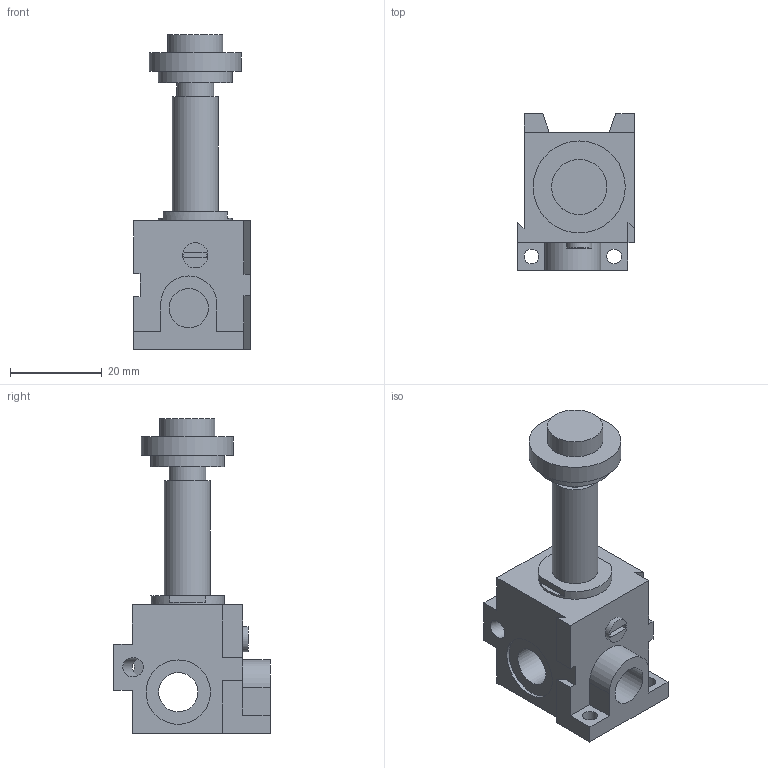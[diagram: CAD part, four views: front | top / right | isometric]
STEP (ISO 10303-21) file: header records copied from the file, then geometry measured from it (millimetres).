
FILE_DESCRIPTION(/* description */ (''),/* implementation_level */ '2;1');
FILE_NAME(/* name */ '305_M1.stp',/* time_stamp */ '2016-10-04T15:30:40+02:00',/* author */ ('Maniean1'),/* organization */ ('Pneumax S.p.A.'),/* preprocessor_version */ 'ST-DEVELOPER v15.2',/* originating_system */ 'Autodesk Inventor 2014',/* authorisation */ '');
FILE_SCHEMA (('AUTOMOTIVE_DESIGN { 1 0 10303 214 3 1 1 }'));
Length unit declared in the file: millimetre
Products named in the file (1): 305_M1
Bounding box: 25.4 x 34 x 68.5 mm (x, y, z)
Volume: 18403.3 mm3; surface area: 8060.6 mm2
Topology: 1 solids, 1 shells, 75 faces, 189 edges, 127 vertices
Faces by surface type: plane 56, cylinder 19
Full cylindrical faces by diameter (mm): 3.2 x2, 4.2 x1, 5.5 x1, 8 x1, 8.566 x2, 10 x1, 12 x1, 14 x2, 16 x2, 20 x1
Entity records: 2219 total; most frequent: CARTESIAN_POINT 370, DIRECTION 364, ORIENTED_EDGE 342, EDGE_CURVE 171, LINE 130, VECTOR 130, VERTEX_POINT 123, AXIS2_PLACEMENT_3D 117
